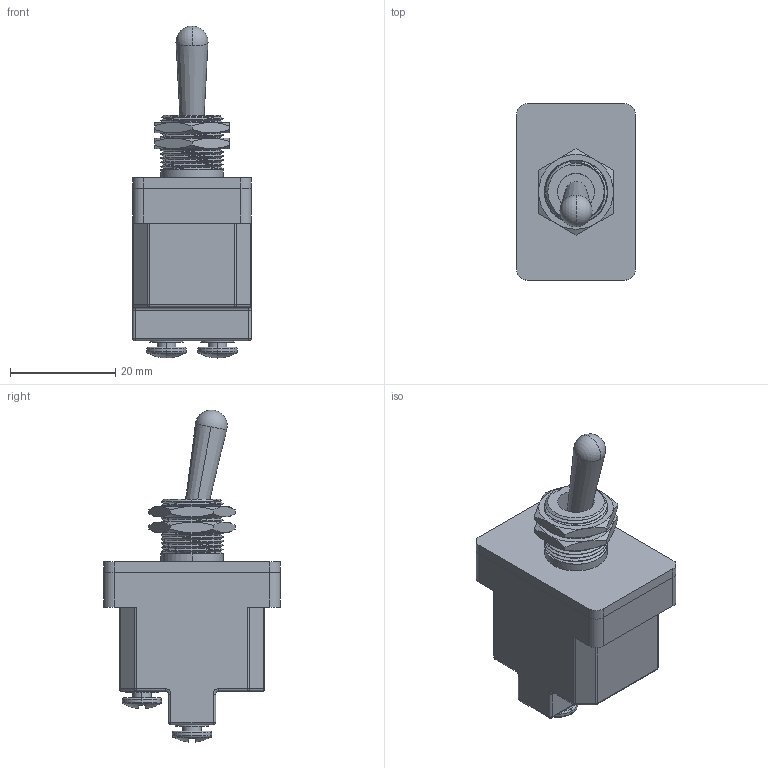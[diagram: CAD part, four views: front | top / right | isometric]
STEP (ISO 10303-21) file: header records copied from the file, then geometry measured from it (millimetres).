
FILE_DESCRIPTION (( 'STEP AP203' ), '1' );
FILE_NAME ('8002K53.STEP', '2018-07-19T17:24:38', ( '' ), ( '' ), 'SwSTEP 2.0', 'SolidWorks 2014', '' );
FILE_SCHEMA (( 'CONFIG_CONTROL_DESIGN' ));
Length unit declared in the file: inch
Products named in the file (1): 8002K53
Bounding box: 22.6 x 33.53 x 63.12 mm (x, y, z)
Volume: 19305.4 mm3; surface area: 8427.7 mm2
Topology: 9 solids, 9 shells, 298 faces, 731 edges, 447 vertices
Faces by surface type: cylinder 105, plane 71, bspline 41, cone 39, sphere 22, torus 20
Entity records: 29510 total; most frequent: CARTESIAN_POINT 23089, ORIENTED_EDGE 1428, DIRECTION 1242, EDGE_CURVE 714, AXIS2_PLACEMENT_3D 512, VERTEX_POINT 444, EDGE_LOOP 312, FACE_OUTER_BOUND 298
